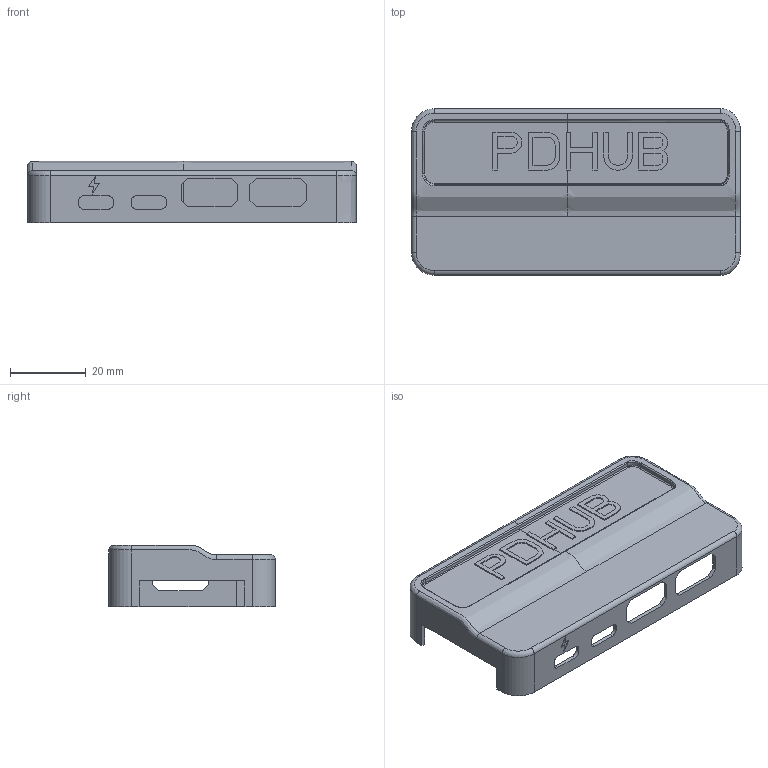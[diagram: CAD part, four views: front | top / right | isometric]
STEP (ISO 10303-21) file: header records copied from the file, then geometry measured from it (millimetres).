
FILE_DESCRIPTION((''),'2;1');
FILE_NAME('_081200','2025-08-12T21:30:25',('Administrator'),(''),'CREO PARAMETRIC BY PTC INC, 2024153','CREO PARAMETRIC BY PTC INC, 2024153','');
FILE_SCHEMA(('CONFIG_CONTROL_DESIGN'));
Length unit declared in the file: millimetre
Products named in the file (1): _081200
Bounding box: 87 x 44 x 16.17 mm (x, y, z)
Volume: 8445.9 mm3; surface area: 14826.2 mm2
Topology: 1 solids, 1 shells, 323 faces, 861 edges, 554 vertices
Faces by surface type: plane 217, cylinder 65, bspline 20, extrusion 13, torus 8
Entity records: 13314 total; most frequent: CARTESIAN_POINT 5362, ORIENTED_EDGE 1722, DIRECTION 1485, EDGE_CURVE 861, VECTOR 677, LINE 664, VERTEX_POINT 554, AXIS2_PLACEMENT_3D 404
